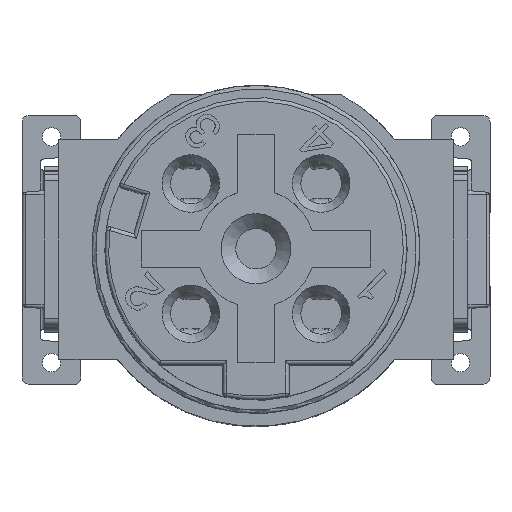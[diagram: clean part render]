
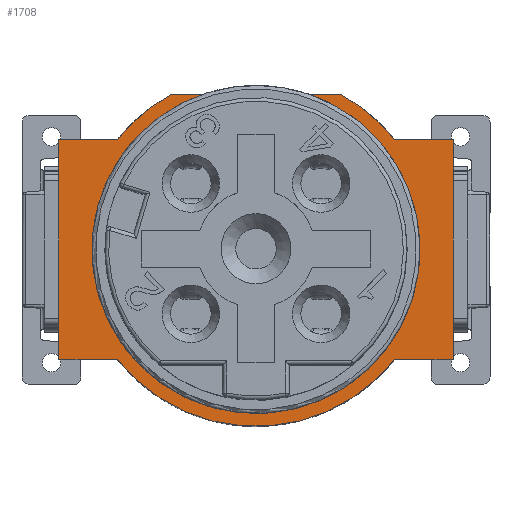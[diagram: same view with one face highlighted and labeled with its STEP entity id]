
A CAD part, top view. The second image highlights one B-rep face of the part: STEP entity #1708.
In plain terms, the highlighted planar face has unit normal (0, 0, 1).
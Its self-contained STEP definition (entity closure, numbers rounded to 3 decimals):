
#1708=ADVANCED_FACE('',(#2842),#2232,.F.);
#2232=PLANE('',#15177);
#2842=FACE_OUTER_BOUND('',#3623,.T.);
#3623=EDGE_LOOP('',(#7535,#7536,#7537,#7538,#7539,#7540,#7541,#7542,#7543,
#7544,#7545,#7546));
#4216=CIRCLE('',#15136,4.45);
#4223=CIRCLE('',#15160,4.8);
#4231=CIRCLE('',#15170,4.8);
#4233=CIRCLE('',#15173,4.8);
#7535=ORIENTED_EDGE('',*,*,#11457,.F.);
#7536=ORIENTED_EDGE('',*,*,#11375,.F.);
#7537=ORIENTED_EDGE('',*,*,#11458,.F.);
#7538=ORIENTED_EDGE('',*,*,#11448,.F.);
#7539=ORIENTED_EDGE('',*,*,#11370,.F.);
#7540=ORIENTED_EDGE('',*,*,#11386,.T.);
#7541=ORIENTED_EDGE('',*,*,#11364,.T.);
#7542=ORIENTED_EDGE('',*,*,#11452,.F.);
#7543=ORIENTED_EDGE('',*,*,#11287,.F.);
#7544=ORIENTED_EDGE('',*,*,#11431,.F.);
#7545=ORIENTED_EDGE('',*,*,#11297,.F.);
#7546=ORIENTED_EDGE('',*,*,#11428,.F.);
#9540=VERTEX_POINT('',#24301);
#9541=VERTEX_POINT('',#24303);
#9550=VERTEX_POINT('',#24322);
#9551=VERTEX_POINT('',#24324);
#9606=VERTEX_POINT('',#24501);
#9607=VERTEX_POINT('',#24503);
#9611=VERTEX_POINT('',#24513);
#9612=VERTEX_POINT('',#24515);
#9616=VERTEX_POINT('',#24525);
#9617=VERTEX_POINT('',#24526);
#9657=VERTEX_POINT('',#24665);
#9671=VERTEX_POINT('',#24714);
#11287=EDGE_CURVE('',#9540,#9541,#12711,.T.);
#11297=EDGE_CURVE('',#9550,#9551,#12719,.T.);
#11364=EDGE_CURVE('',#9607,#9606,#12770,.T.);
#11370=EDGE_CURVE('',#9611,#9612,#12776,.T.);
#11375=EDGE_CURVE('',#9616,#9617,#4216,.T.);
#11386=EDGE_CURVE('',#9611,#9607,#12786,.T.);
#11428=EDGE_CURVE('',#9657,#9550,#4223,.T.);
#11431=EDGE_CURVE('',#9551,#9540,#12818,.T.);
#11448=EDGE_CURVE('',#9612,#9671,#4231,.T.);
#11452=EDGE_CURVE('',#9541,#9606,#4233,.T.);
#11457=EDGE_CURVE('',#9617,#9657,#12830,.T.);
#11458=EDGE_CURVE('',#9671,#9616,#12831,.T.);
#12711=LINE('',#24302,#13896);
#12719=LINE('',#24323,#13904);
#12770=LINE('',#24502,#13955);
#12776=LINE('',#24514,#13961);
#12786=LINE('',#24584,#13971);
#12818=LINE('',#24683,#14003);
#12830=LINE('',#24766,#14015);
#12831=LINE('',#24767,#14016);
#13896=VECTOR('',#17859,1.);
#13904=VECTOR('',#17873,1.);
#13955=VECTOR('',#17976,1.);
#13961=VECTOR('',#17984,1.);
#13971=VECTOR('',#18012,1.);
#14003=VECTOR('',#18086,1.);
#14015=VECTOR('',#18126,1.);
#14016=VECTOR('',#18127,1.);
#15136=AXIS2_PLACEMENT_3D('',#24524,#17993,#17994);
#15160=AXIS2_PLACEMENT_3D('',#24666,#18080,#18081);
#15170=AXIS2_PLACEMENT_3D('',#24713,#18111,#18112);
#15173=AXIS2_PLACEMENT_3D('',#24733,#18118,#18119);
#15177=AXIS2_PLACEMENT_3D('',#24768,#18128,#18129);
#17859=DIRECTION('',(-1.,0.,0.));
#17873=DIRECTION('',(1.,0.,0.));
#17976=DIRECTION('',(1.,0.,0.));
#17984=DIRECTION('',(1.,0.,0.));
#17993=DIRECTION('',(0.,0.,1.));
#17994=DIRECTION('',(1.,0.,0.));
#18012=DIRECTION('',(0.,-1.,0.));
#18080=DIRECTION('',(0.,0.,-1.));
#18081=DIRECTION('',(0.707,-0.707,0.));
#18086=DIRECTION('',(0.,-1.,0.));
#18111=DIRECTION('',(0.,0.,-1.));
#18112=DIRECTION('',(1.,0.,0.));
#18118=DIRECTION('',(0.,0.,-1.));
#18119=DIRECTION('',(1.,0.,0.));
#18126=DIRECTION('',(1.,0.,0.));
#18127=DIRECTION('',(1.,0.,0.));
#18128=DIRECTION('',(0.,0.,-1.));
#18129=DIRECTION('',(-0.707,0.707,0.));
#24301=CARTESIAN_POINT('',(12.85,4.87,5.1));
#24302=CARTESIAN_POINT('',(7.5,4.87,5.1));
#24303=CARTESIAN_POINT('',(11.263,4.87,5.1));
#24322=CARTESIAN_POINT('',(11.263,10.83,5.1));
#24323=CARTESIAN_POINT('',(7.5,10.83,5.1));
#24324=CARTESIAN_POINT('',(12.85,10.83,5.1));
#24501=CARTESIAN_POINT('',(3.737,4.87,5.1));
#24502=CARTESIAN_POINT('',(7.5,4.87,5.1));
#24503=CARTESIAN_POINT('',(2.15,4.87,5.1));
#24513=CARTESIAN_POINT('',(2.15,10.83,5.1));
#24514=CARTESIAN_POINT('',(1.2,10.83,5.1));
#24515=CARTESIAN_POINT('',(3.737,10.83,5.1));
#24524=CARTESIAN_POINT('',(7.5,7.85,5.1));
#24525=CARTESIAN_POINT('',(6.029,12.05,5.1));
#24526=CARTESIAN_POINT('',(8.971,12.05,5.1));
#24584=CARTESIAN_POINT('',(2.15,5.35,5.1));
#24665=CARTESIAN_POINT('',(9.824,12.05,5.1));
#24666=CARTESIAN_POINT('',(7.5,7.85,5.1));
#24683=CARTESIAN_POINT('',(12.85,10.35,5.1));
#24713=CARTESIAN_POINT('',(7.5,7.85,5.1));
#24714=CARTESIAN_POINT('',(5.176,12.05,5.1));
#24733=CARTESIAN_POINT('',(7.5,7.85,5.1));
#24766=CARTESIAN_POINT('',(7.5,12.05,5.1));
#24767=CARTESIAN_POINT('',(7.5,12.05,5.1));
#24768=CARTESIAN_POINT('',(7.5,7.85,5.1));
